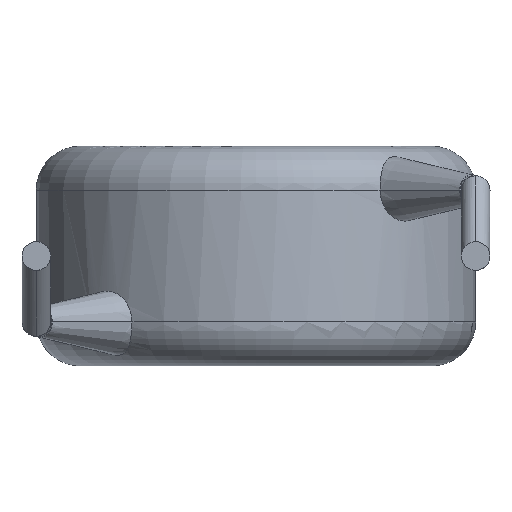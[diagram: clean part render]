
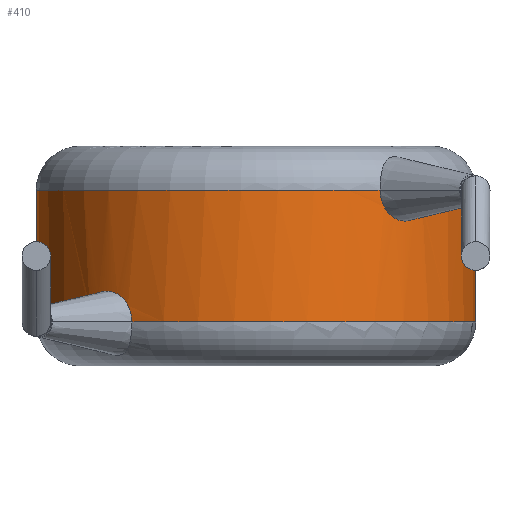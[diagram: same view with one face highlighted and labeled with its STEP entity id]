
A CAD part, front view. The second image highlights one B-rep face of the part: STEP entity #410.
In plain terms, the highlighted cylindrical face has radius 5 mm (diameter 10 mm), a partial arc.
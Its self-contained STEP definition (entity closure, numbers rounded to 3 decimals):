
#14 = EDGE_CURVE ( 'NONE', #1795, #3705, #2581, .T. ) ;
#52 = CARTESIAN_POINT ( 'NONE',  ( -3.245, -3.808, 1.704 ) ) ;
#78 = CARTESIAN_POINT ( 'NONE',  ( 0., 0., 1. ) ) ;
#120 = DIRECTION ( 'NONE',  ( 1., 0., 0. ) ) ;
#206 = EDGE_CURVE ( 'NONE', #840, #2696, #1313, .T. ) ;
#222 = CARTESIAN_POINT ( 'NONE',  ( 2.823, -4.127, 4. ) ) ;
#237 = CARTESIAN_POINT ( 'NONE',  ( 2.839, -4.116, 3.814 ) ) ;
#393 = CARTESIAN_POINT ( 'NONE',  ( -3.45, -3.62, 1.704 ) ) ;
#410 = ADVANCED_FACE ( 'NONE', ( #3586 ), #3324, .T. ) ;
#524 = DIRECTION ( 'NONE',  ( 0., 0., 1. ) ) ;
#525 = VECTOR ( 'NONE', #1463, 1000. ) ;
#555 = DIRECTION ( 'NONE',  ( 1., 0., 0. ) ) ;
#560 = CARTESIAN_POINT ( 'NONE',  ( 3.245, -3.808, 3.296 ) ) ;
#585 = CARTESIAN_POINT ( 'NONE',  ( 0., 0., 4. ) ) ;
#591 = CARTESIAN_POINT ( 'NONE',  ( -3.872, -3.163, 1.187 ) ) ;
#634 = ORIENTED_EDGE ( 'NONE', *, *, #206, .F. ) ;
#659 = EDGE_CURVE ( 'NONE', #1310, #3705, #1198, .T. ) ;
#664 = VECTOR ( 'NONE', #815, 1000. ) ;
#687 = ORIENTED_EDGE ( 'NONE', *, *, #2864, .T. ) ;
#779 = VERTEX_POINT ( 'NONE', #3755 ) ;
#811 = CARTESIAN_POINT ( 'NONE',  ( 2.823, -4.127, 4. ) ) ;
#815 = DIRECTION ( 'NONE',  ( 0., 0., -1. ) ) ;
#840 = VERTEX_POINT ( 'NONE', #811 ) ;
#879 = CARTESIAN_POINT ( 'NONE',  ( -2.823, -4.127, 1. ) ) ;
#895 = CIRCLE ( 'NONE', #3890, 5. ) ;
#897 = CARTESIAN_POINT ( 'NONE',  ( -3.637, -3.432, 1.616 ) ) ;
#931 = DIRECTION ( 'NONE',  ( 0., 0., -1. ) ) ;
#972 = DIRECTION ( 'NONE',  ( -1., 0., 0. ) ) ;
#1069 = CIRCLE ( 'NONE', #3645, 5. ) ;
#1090 = DIRECTION ( 'NONE',  ( 0., 0., 1. ) ) ;
#1126 = CARTESIAN_POINT ( 'NONE',  ( -2.898, -4.074, 1.357 ) ) ;
#1167 = CARTESIAN_POINT ( 'NONE',  ( 3.824, -3.224, 3.631 ) ) ;
#1176 = CARTESIAN_POINT ( 'NONE',  ( 0., 0., 1. ) ) ;
#1198 = B_SPLINE_CURVE_WITH_KNOTS ( 'NONE', 3,
 ( #3983, #3369, #3727, #1126, #3762, #4084, #52, #393, #1357, #897, #4162, #2161, #591, #3526 ),
 .UNSPECIFIED., .F., .F.,
 ( 4, 2, 2, 2, 2, 2, 4 ),
 ( 0., 0., 0.001, 0.001, 0.001, 0.002, 0.002 ),
 .UNSPECIFIED. ) ;
#1254 = DIRECTION ( 'NONE',  ( 1., 0., 0. ) ) ;
#1258 = AXIS2_PLACEMENT_3D ( 'NONE', #1638, #1932, #972 ) ;
#1263 = CARTESIAN_POINT ( 'NONE',  ( -3.872, -3.163, 1. ) ) ;
#1274 = CARTESIAN_POINT ( 'NONE',  ( -5., 0., 1. ) ) ;
#1305 = AXIS2_PLACEMENT_3D ( 'NONE', #585, #931, #1254 ) ;
#1310 = VERTEX_POINT ( 'NONE', #879 ) ;
#1313 = B_SPLINE_CURVE_WITH_KNOTS ( 'NONE', 3,
 ( #222, #2155, #237, #1844, #2868, #2841, #560, #1555, #2853, #3151, #2491, #1167, #2128, #4153 ),
 .UNSPECIFIED., .F., .F.,
 ( 4, 2, 2, 2, 2, 2, 4 ),
 ( 0., 0., 0.001, 0.001, 0.001, 0.002, 0.002 ),
 .UNSPECIFIED. ) ;
#1331 = ORIENTED_EDGE ( 'NONE', *, *, #14, .T. ) ;
#1357 = CARTESIAN_POINT ( 'NONE',  ( -3.516, -3.556, 1.686 ) ) ;
#1363 = CARTESIAN_POINT ( 'NONE',  ( 0., 0., 4. ) ) ;
#1463 = DIRECTION ( 'NONE',  ( 0., 0., -1. ) ) ;
#1532 = LINE ( 'NONE', #3796, #664 ) ;
#1555 = CARTESIAN_POINT ( 'NONE',  ( 3.45, -3.62, 3.296 ) ) ;
#1638 = CARTESIAN_POINT ( 'NONE',  ( 0., 0., 5. ) ) ;
#1728 = EDGE_CURVE ( 'NONE', #3038, #2696, #1069, .T. ) ;
#1795 = VERTEX_POINT ( 'NONE', #1274 ) ;
#1844 = CARTESIAN_POINT ( 'NONE',  ( 2.898, -4.074, 3.643 ) ) ;
#1932 = DIRECTION ( 'NONE',  ( 0., 0., -1. ) ) ;
#1936 = EDGE_CURVE ( 'NONE', #779, #1795, #2325, .T. ) ;
#1970 = ORIENTED_EDGE ( 'NONE', *, *, #1728, .T. ) ;
#2128 = CARTESIAN_POINT ( 'NONE',  ( 3.872, -3.163, 3.813 ) ) ;
#2155 = CARTESIAN_POINT ( 'NONE',  ( 2.823, -4.127, 3.906 ) ) ;
#2161 = CARTESIAN_POINT ( 'NONE',  ( -3.824, -3.224, 1.369 ) ) ;
#2325 = LINE ( 'NONE', #4127, #525 ) ;
#2435 = ORIENTED_EDGE ( 'NONE', *, *, #4014, .F. ) ;
#2491 = CARTESIAN_POINT ( 'NONE',  ( 3.69, -3.374, 3.435 ) ) ;
#2581 = CIRCLE ( 'NONE', #2838, 5. ) ;
#2696 = VERTEX_POINT ( 'NONE', #3619 ) ;
#2733 = CIRCLE ( 'NONE', #1305, 5. ) ;
#2838 = AXIS2_PLACEMENT_3D ( 'NONE', #1176, #524, #555 ) ;
#2841 = CARTESIAN_POINT ( 'NONE',  ( 3.101, -3.924, 3.371 ) ) ;
#2853 = CARTESIAN_POINT ( 'NONE',  ( 3.516, -3.556, 3.314 ) ) ;
#2864 = EDGE_CURVE ( 'NONE', #1310, #3555, #895, .T. ) ;
#2868 = CARTESIAN_POINT ( 'NONE',  ( 2.942, -4.043, 3.565 ) ) ;
#3038 = VERTEX_POINT ( 'NONE', #3291 ) ;
#3151 = CARTESIAN_POINT ( 'NONE',  ( 3.637, -3.432, 3.384 ) ) ;
#3251 = ORIENTED_EDGE ( 'NONE', *, *, #659, .F. ) ;
#3291 = CARTESIAN_POINT ( 'NONE',  ( 5., 0., 4. ) ) ;
#3300 = EDGE_LOOP ( 'NONE', ( #2435, #1970, #634, #3319, #3566, #1331, #3251, #687 ) ) ;
#3319 = ORIENTED_EDGE ( 'NONE', *, *, #3853, .T. ) ;
#3324 = CYLINDRICAL_SURFACE ( 'NONE', #1258, 5. ) ;
#3369 = CARTESIAN_POINT ( 'NONE',  ( -2.823, -4.127, 1.094 ) ) ;
#3526 = CARTESIAN_POINT ( 'NONE',  ( -3.872, -3.163, 1. ) ) ;
#3555 = VERTEX_POINT ( 'NONE', #3571 ) ;
#3566 = ORIENTED_EDGE ( 'NONE', *, *, #1936, .T. ) ;
#3571 = CARTESIAN_POINT ( 'NONE',  ( 5., 0., 1. ) ) ;
#3586 = FACE_OUTER_BOUND ( 'NONE', #3300, .T. ) ;
#3619 = CARTESIAN_POINT ( 'NONE',  ( 3.872, -3.163, 4. ) ) ;
#3645 = AXIS2_PLACEMENT_3D ( 'NONE', #1363, #3957, #3668 ) ;
#3668 = DIRECTION ( 'NONE',  ( 1., 0., 0. ) ) ;
#3705 = VERTEX_POINT ( 'NONE', #1263 ) ;
#3727 = CARTESIAN_POINT ( 'NONE',  ( -2.839, -4.116, 1.186 ) ) ;
#3755 = CARTESIAN_POINT ( 'NONE',  ( -5., 0., 4. ) ) ;
#3762 = CARTESIAN_POINT ( 'NONE',  ( -2.942, -4.043, 1.435 ) ) ;
#3796 = CARTESIAN_POINT ( 'NONE',  ( 5., 0., 5. ) ) ;
#3853 = EDGE_CURVE ( 'NONE', #840, #779, #2733, .T. ) ;
#3890 = AXIS2_PLACEMENT_3D ( 'NONE', #78, #1090, #120 ) ;
#3957 = DIRECTION ( 'NONE',  ( 0., 0., -1. ) ) ;
#3983 = CARTESIAN_POINT ( 'NONE',  ( -2.823, -4.127, 1. ) ) ;
#4014 = EDGE_CURVE ( 'NONE', #3038, #3555, #1532, .T. ) ;
#4084 = CARTESIAN_POINT ( 'NONE',  ( -3.101, -3.924, 1.629 ) ) ;
#4127 = CARTESIAN_POINT ( 'NONE',  ( -5., 0., 5. ) ) ;
#4153 = CARTESIAN_POINT ( 'NONE',  ( 3.872, -3.163, 4. ) ) ;
#4162 = CARTESIAN_POINT ( 'NONE',  ( -3.69, -3.374, 1.565 ) ) ;
